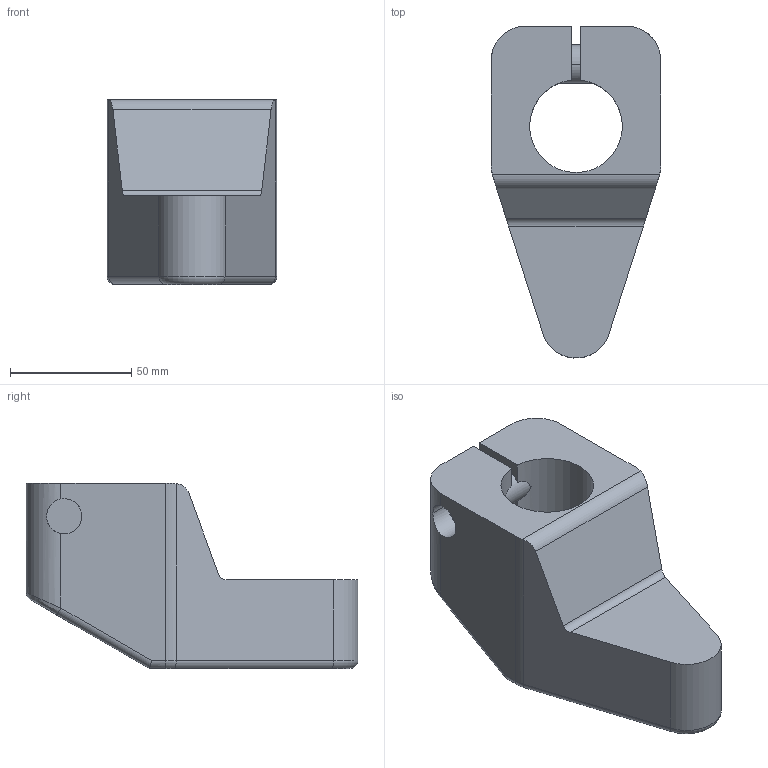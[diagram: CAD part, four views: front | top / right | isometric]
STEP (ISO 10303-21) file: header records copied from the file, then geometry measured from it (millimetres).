
FILE_DESCRIPTION((''),'2;1');
FILE_NAME('ILCM44143200','2006-05-16T',('KR'),(''),'PRO/ENGINEER BY PARAMETRIC TECHNOLOGY CORPORATION, 2004290','PRO/ENGINEER BY PARAMETRIC TECHNOLOGY CORPORATION, 2004290','');
FILE_SCHEMA(('AUTOMOTIVE_DESIGN_CC2 { 1 2 10303 214 -1 1 5 2 }'));
Length unit declared in the file: millimetre
Products named in the file (1): ILCM44143200
Bounding box: 69.85 x 136.58 x 76.2 mm (x, y, z)
Volume: 317154.2 mm3; surface area: 46229 mm2
Topology: 1 solids, 1 shells, 62 faces, 163 edges, 104 vertices
Faces by surface type: plane 29, cylinder 26, torus 3, bspline 2, cone 2
Entity records: 2910 total; most frequent: CARTESIAN_POINT 587, ORIENTED_EDGE 326, DIRECTION 310, PRESENTATION_STYLE_ASSIGNMENT 179, STYLED_ITEM 164, CURVE_STYLE 163, EDGE_CURVE 163, AXIS2_PLACEMENT_3D 110
